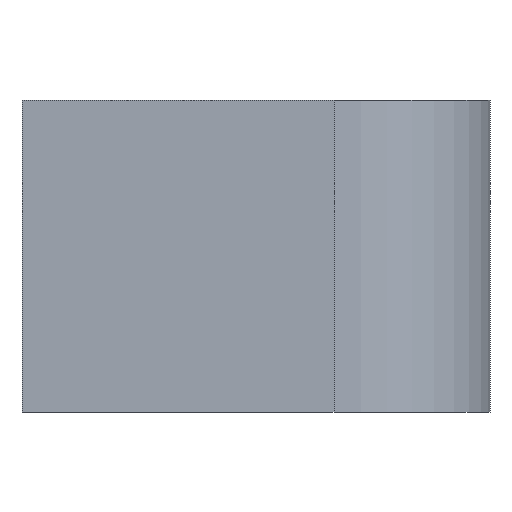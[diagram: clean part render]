
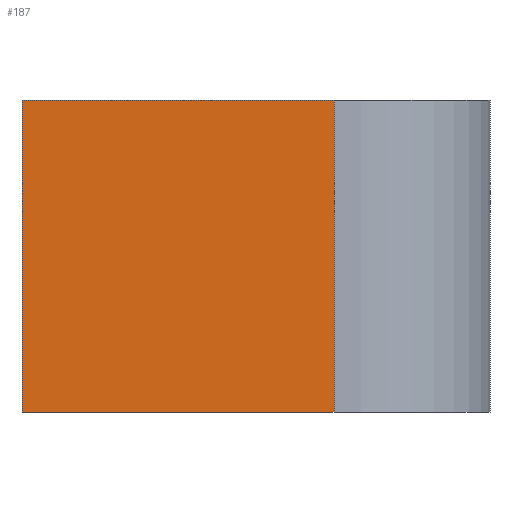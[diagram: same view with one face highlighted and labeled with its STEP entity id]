
A CAD part, left-side view. The second image highlights one B-rep face of the part: STEP entity #187.
In plain terms, the highlighted planar face has unit normal (-1, 0, 0).
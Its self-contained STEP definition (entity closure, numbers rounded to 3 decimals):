
#38=ORIENTED_EDGE('',*,*,#83,.T.);
#39=ORIENTED_EDGE('',*,*,#86,.T.);
#40=ORIENTED_EDGE('',*,*,#87,.F.);
#41=ORIENTED_EDGE('',*,*,#88,.F.);
#83=EDGE_CURVE('',#108,#106,#123,.T.);
#86=EDGE_CURVE('',#106,#110,#126,.T.);
#87=EDGE_CURVE('',#111,#110,#127,.T.);
#88=EDGE_CURVE('',#108,#111,#128,.T.);
#106=VERTEX_POINT('',#291);
#108=VERTEX_POINT('',#294);
#110=VERTEX_POINT('',#300);
#111=VERTEX_POINT('',#302);
#123=LINE('',#293,#139);
#126=LINE('',#299,#142);
#127=LINE('',#301,#143);
#128=LINE('',#303,#144);
#139=VECTOR('',#233,1000.);
#142=VECTOR('',#238,1000.);
#143=VECTOR('',#239,1000.);
#144=VECTOR('',#240,1000.);
#155=EDGE_LOOP('',(#38,#39,#40,#41));
#167=FACE_BOUND('',#155,.T.);
#179=PLANE('',#208);
#187=ADVANCED_FACE('',(#167),#179,.F.);
#208=AXIS2_PLACEMENT_3D('',#298,#236,#237);
#233=DIRECTION('',(0.,-1.,0.));
#236=DIRECTION('',(1.,0.,0.));
#237=DIRECTION('',(0.,1.,0.));
#238=DIRECTION('',(0.,0.,1.));
#239=DIRECTION('',(0.,-1.,0.));
#240=DIRECTION('',(0.,0.,1.));
#291=CARTESIAN_POINT('',(0.,0.,0.));
#293=CARTESIAN_POINT('',(0.,1000.,0.));
#294=CARTESIAN_POINT('',(0.,1000.,0.));
#298=CARTESIAN_POINT('',(0.,0.,0.));
#299=CARTESIAN_POINT('',(0.,0.,0.));
#300=CARTESIAN_POINT('',(0.,0.,1000.));
#301=CARTESIAN_POINT('',(0.,1000.,1000.));
#302=CARTESIAN_POINT('',(0.,1000.,1000.));
#303=CARTESIAN_POINT('',(0.,1000.,0.));
